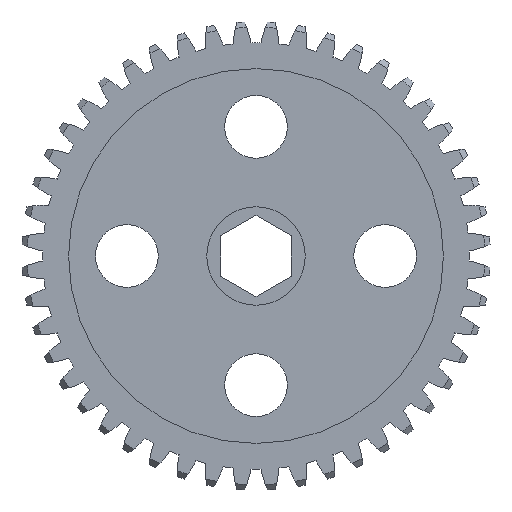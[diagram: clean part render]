
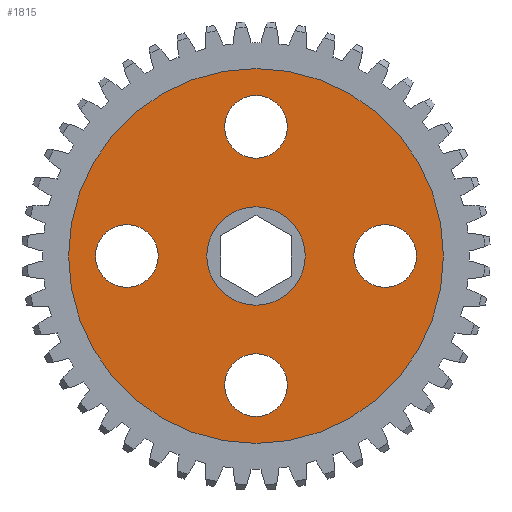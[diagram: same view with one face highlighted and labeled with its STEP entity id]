
A CAD part, left-side view. The second image highlights one B-rep face of the part: STEP entity #1815.
In plain terms, the highlighted planar face has unit normal (-1, 0, 0).
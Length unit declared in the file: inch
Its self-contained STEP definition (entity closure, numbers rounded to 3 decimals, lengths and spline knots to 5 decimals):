
#29 = DIRECTION ( 'NONE',  ( 0., 0., -1. ) ) ;
#169 = EDGE_CURVE ( 'NONE', #7604, #1114, #4694, .T. ) ;
#205 = CARTESIAN_POINT ( 'NONE',  ( 0.1375, -0.68898, -0.16732 ) ) ;
#294 = DIRECTION ( 'NONE',  ( 0., 0., -1. ) ) ;
#499 = ORIENTED_EDGE ( 'NONE', *, *, #5410, .T. ) ;
#668 = CARTESIAN_POINT ( 'NONE',  ( 0.1375, 0., 0.8563 ) ) ;
#711 = CIRCLE ( 'NONE', #1012, 1. ) ;
#731 = DIRECTION ( 'NONE',  ( 1., 0., 0. ) ) ;
#767 = VERTEX_POINT ( 'NONE', #3229 ) ;
#794 = CARTESIAN_POINT ( 'NONE',  ( 0.1375, 0., 0. ) ) ;
#858 = EDGE_CURVE ( 'NONE', #7596, #4858, #6178, .T. ) ;
#914 = CIRCLE ( 'NONE', #2347, 0.16732 ) ;
#967 = AXIS2_PLACEMENT_3D ( 'NONE', #6434, #731, #2296 ) ;
#996 = DIRECTION ( 'NONE',  ( 0., 0., -1. ) ) ;
#1012 = AXIS2_PLACEMENT_3D ( 'NONE', #794, #2364, #3192 ) ;
#1030 = CARTESIAN_POINT ( 'NONE',  ( 0.1375, 0.68898, 0. ) ) ;
#1108 = EDGE_CURVE ( 'NONE', #10875, #10699, #914, .T. ) ;
#1114 = VERTEX_POINT ( 'NONE', #11162 ) ;
#1115 = DIRECTION ( 'NONE',  ( 1., 0., 0. ) ) ;
#1151 = CIRCLE ( 'NONE', #9023, 0.16732 ) ;
#1397 = CARTESIAN_POINT ( 'NONE',  ( 0.1375, -0.68898, 0. ) ) ;
#1660 = CIRCLE ( 'NONE', #7890, 0.2625 ) ;
#1815 = ADVANCED_FACE ( 'NONE', ( #10787, #2741, #5387, #8332, #6280, #3595 ), #3096, .F. ) ;
#1964 = EDGE_LOOP ( 'NONE', ( #9758, #2800 ) ) ;
#2204 = DIRECTION ( 'NONE',  ( 1., 0., 0. ) ) ;
#2220 = DIRECTION ( 'NONE',  ( 0., 0., -1. ) ) ;
#2296 = DIRECTION ( 'NONE',  ( 0., 0., -1. ) ) ;
#2347 = AXIS2_PLACEMENT_3D ( 'NONE', #1397, #6495, #9716 ) ;
#2356 = EDGE_CURVE ( 'NONE', #5763, #3302, #1660, .T. ) ;
#2364 = DIRECTION ( 'NONE',  ( 1., 0., 0. ) ) ;
#2494 = EDGE_CURVE ( 'NONE', #4858, #7596, #5268, .T. ) ;
#2646 = ORIENTED_EDGE ( 'NONE', *, *, #169, .T. ) ;
#2737 = CIRCLE ( 'NONE', #10193, 0.16732 ) ;
#2741 = FACE_BOUND ( 'NONE', #7699, .T. ) ;
#2751 = CARTESIAN_POINT ( 'NONE',  ( 0.1375, 0., -0.2625 ) ) ;
#2800 = ORIENTED_EDGE ( 'NONE', *, *, #2356, .T. ) ;
#2908 = DIRECTION ( 'NONE',  ( 1., 0., 0. ) ) ;
#3039 = CARTESIAN_POINT ( 'NONE',  ( 0.1375, 0., -0.52165 ) ) ;
#3096 = PLANE ( 'NONE',  #10950 ) ;
#3114 = DIRECTION ( 'NONE',  ( 1., 0., 0. ) ) ;
#3192 = DIRECTION ( 'NONE',  ( 0., 0., -1. ) ) ;
#3229 = CARTESIAN_POINT ( 'NONE',  ( 0.1375, 0., 1. ) ) ;
#3268 = AXIS2_PLACEMENT_3D ( 'NONE', #1030, #2204, #4654 ) ;
#3302 = VERTEX_POINT ( 'NONE', #10953 ) ;
#3595 = FACE_BOUND ( 'NONE', #1964, .T. ) ;
#3661 = EDGE_LOOP ( 'NONE', ( #10850, #8119 ) ) ;
#4338 = CIRCLE ( 'NONE', #967, 0.16732 ) ;
#4654 = DIRECTION ( 'NONE',  ( 0., 0., -1. ) ) ;
#4694 = CIRCLE ( 'NONE', #5151, 0.16732 ) ;
#4698 = DIRECTION ( 'NONE',  ( 0., 0., -1. ) ) ;
#4790 = DIRECTION ( 'NONE',  ( 1., 0., 0. ) ) ;
#4814 = VERTEX_POINT ( 'NONE', #5083 ) ;
#4858 = VERTEX_POINT ( 'NONE', #5594 ) ;
#5083 = CARTESIAN_POINT ( 'NONE',  ( 0.1375, 0., -1. ) ) ;
#5085 = DIRECTION ( 'NONE',  ( 0., 0., -1. ) ) ;
#5147 = DIRECTION ( 'NONE',  ( 1., 0., 0. ) ) ;
#5151 = AXIS2_PLACEMENT_3D ( 'NONE', #9985, #8674, #5085 ) ;
#5268 = CIRCLE ( 'NONE', #3268, 0.16732 ) ;
#5387 = FACE_BOUND ( 'NONE', #3661, .T. ) ;
#5410 = EDGE_CURVE ( 'NONE', #8549, #5924, #4338, .T. ) ;
#5594 = CARTESIAN_POINT ( 'NONE',  ( 0.1375, 0.68898, 0.16732 ) ) ;
#5603 = CARTESIAN_POINT ( 'NONE',  ( 0.1375, 0., -0.68898 ) ) ;
#5616 = EDGE_CURVE ( 'NONE', #4814, #767, #9728, .T. ) ;
#5763 = VERTEX_POINT ( 'NONE', #2751 ) ;
#5765 = DIRECTION ( 'NONE',  ( 0., 0., -1. ) ) ;
#5924 = VERTEX_POINT ( 'NONE', #9217 ) ;
#5927 = CARTESIAN_POINT ( 'NONE',  ( 0.1375, -0.68898, 0.16732 ) ) ;
#6095 = CARTESIAN_POINT ( 'NONE',  ( 0.1375, 0., 0. ) ) ;
#6178 = CIRCLE ( 'NONE', #8880, 0.16732 ) ;
#6280 = FACE_OUTER_BOUND ( 'NONE', #9782, .T. ) ;
#6286 = ORIENTED_EDGE ( 'NONE', *, *, #8118, .T. ) ;
#6344 = EDGE_LOOP ( 'NONE', ( #10701, #2646 ) ) ;
#6434 = CARTESIAN_POINT ( 'NONE',  ( 0.1375, 0., -0.68898 ) ) ;
#6495 = DIRECTION ( 'NONE',  ( 1., 0., 0. ) ) ;
#6551 = ORIENTED_EDGE ( 'NONE', *, *, #5616, .F. ) ;
#6861 = ORIENTED_EDGE ( 'NONE', *, *, #9184, .F. ) ;
#6872 = CARTESIAN_POINT ( 'NONE',  ( 0.1375, 0., 0. ) ) ;
#6933 = CARTESIAN_POINT ( 'NONE',  ( 0.1375, 0., 0.68898 ) ) ;
#7096 = CARTESIAN_POINT ( 'NONE',  ( 0.1375, 0., 0. ) ) ;
#7173 = DIRECTION ( 'NONE',  ( 0., 0., -1. ) ) ;
#7484 = CARTESIAN_POINT ( 'NONE',  ( 0.1375, 0., 0. ) ) ;
#7596 = VERTEX_POINT ( 'NONE', #9351 ) ;
#7604 = VERTEX_POINT ( 'NONE', #668 ) ;
#7699 = EDGE_LOOP ( 'NONE', ( #6286, #499 ) ) ;
#7850 = AXIS2_PLACEMENT_3D ( 'NONE', #5603, #1115, #29 ) ;
#7890 = AXIS2_PLACEMENT_3D ( 'NONE', #6095, #8952, #294 ) ;
#7918 = DIRECTION ( 'NONE',  ( 0., 0., -1. ) ) ;
#8099 = EDGE_LOOP ( 'NONE', ( #8659, #10303 ) ) ;
#8106 = EDGE_CURVE ( 'NONE', #1114, #7604, #1151, .T. ) ;
#8118 = EDGE_CURVE ( 'NONE', #5924, #8549, #9015, .T. ) ;
#8119 = ORIENTED_EDGE ( 'NONE', *, *, #1108, .T. ) ;
#8332 = FACE_BOUND ( 'NONE', #6344, .T. ) ;
#8364 = AXIS2_PLACEMENT_3D ( 'NONE', #7484, #4790, #7173 ) ;
#8549 = VERTEX_POINT ( 'NONE', #3039 ) ;
#8659 = ORIENTED_EDGE ( 'NONE', *, *, #858, .T. ) ;
#8674 = DIRECTION ( 'NONE',  ( 1., 0., 0. ) ) ;
#8822 = CARTESIAN_POINT ( 'NONE',  ( 0.1375, -0.68898, 0. ) ) ;
#8880 = AXIS2_PLACEMENT_3D ( 'NONE', #10691, #5147, #4698 ) ;
#8952 = DIRECTION ( 'NONE',  ( 1., 0., 0. ) ) ;
#9009 = AXIS2_PLACEMENT_3D ( 'NONE', #6872, #2908, #2220 ) ;
#9015 = CIRCLE ( 'NONE', #7850, 0.16732 ) ;
#9023 = AXIS2_PLACEMENT_3D ( 'NONE', #6933, #3114, #5765 ) ;
#9184 = EDGE_CURVE ( 'NONE', #767, #4814, #711, .T. ) ;
#9217 = CARTESIAN_POINT ( 'NONE',  ( 0.1375, 0., -0.8563 ) ) ;
#9351 = CARTESIAN_POINT ( 'NONE',  ( 0.1375, 0.68898, -0.16732 ) ) ;
#9457 = EDGE_CURVE ( 'NONE', #10699, #10875, #2737, .T. ) ;
#9582 = DIRECTION ( 'NONE',  ( 1., 0., 0. ) ) ;
#9716 = DIRECTION ( 'NONE',  ( 0., 0., -1. ) ) ;
#9728 = CIRCLE ( 'NONE', #9009, 1. ) ;
#9758 = ORIENTED_EDGE ( 'NONE', *, *, #10898, .T. ) ;
#9782 = EDGE_LOOP ( 'NONE', ( #6861, #6551 ) ) ;
#9985 = CARTESIAN_POINT ( 'NONE',  ( 0.1375, 0., 0.68898 ) ) ;
#10193 = AXIS2_PLACEMENT_3D ( 'NONE', #8822, #10845, #7918 ) ;
#10303 = ORIENTED_EDGE ( 'NONE', *, *, #2494, .T. ) ;
#10691 = CARTESIAN_POINT ( 'NONE',  ( 0.1375, 0.68898, 0. ) ) ;
#10699 = VERTEX_POINT ( 'NONE', #205 ) ;
#10701 = ORIENTED_EDGE ( 'NONE', *, *, #8106, .T. ) ;
#10787 = FACE_BOUND ( 'NONE', #8099, .T. ) ;
#10845 = DIRECTION ( 'NONE',  ( 1., 0., 0. ) ) ;
#10850 = ORIENTED_EDGE ( 'NONE', *, *, #9457, .T. ) ;
#10875 = VERTEX_POINT ( 'NONE', #5927 ) ;
#10886 = CIRCLE ( 'NONE', #8364, 0.2625 ) ;
#10898 = EDGE_CURVE ( 'NONE', #3302, #5763, #10886, .T. ) ;
#10950 = AXIS2_PLACEMENT_3D ( 'NONE', #7096, #9582, #996 ) ;
#10953 = CARTESIAN_POINT ( 'NONE',  ( 0.1375, 0., 0.2625 ) ) ;
#11162 = CARTESIAN_POINT ( 'NONE',  ( 0.1375, 0., 0.52165 ) ) ;
